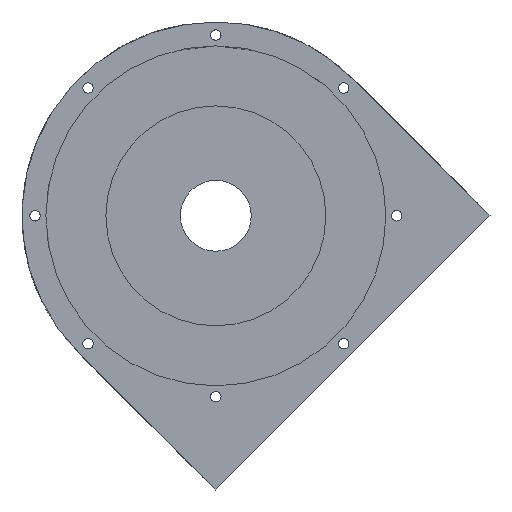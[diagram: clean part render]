
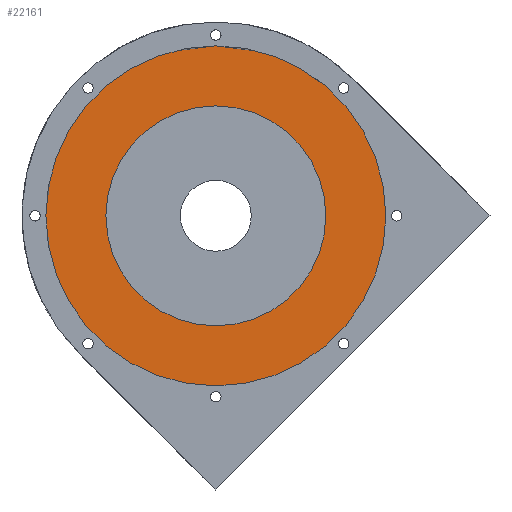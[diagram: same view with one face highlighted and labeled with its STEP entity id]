
A CAD part, left-side view. The second image highlights one B-rep face of the part: STEP entity #22161.
In plain terms, the highlighted planar face has unit normal (-1, 0, 0).
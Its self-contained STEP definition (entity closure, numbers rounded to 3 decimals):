
#1802 = EDGE_CURVE ( 'NONE', #22217, #2493, #3399, .T. ) ;
#2174 = CARTESIAN_POINT ( 'NONE',  ( -12.85, 0., -45.6 ) ) ;
#2493 = VERTEX_POINT ( 'NONE', #15629 ) ;
#3399 = CIRCLE ( 'NONE', #6478, 29.5 ) ;
#3816 = AXIS2_PLACEMENT_3D ( 'NONE', #14199, #5194, #19951 ) ;
#4511 = FACE_BOUND ( 'NONE', #10279, .T. ) ;
#4954 = CIRCLE ( 'NONE', #13745, 45.6 ) ;
#5107 = DIRECTION ( 'NONE',  ( 0., 0., 1. ) ) ;
#5194 = DIRECTION ( 'NONE',  ( -1., 0., 0. ) ) ;
#5224 = DIRECTION ( 'NONE',  ( -1., 0., 0. ) ) ;
#5387 = CARTESIAN_POINT ( 'NONE',  ( -12.85, 0., 0. ) ) ;
#5499 = DIRECTION ( 'NONE',  ( -1., 0., 0. ) ) ;
#5705 = VERTEX_POINT ( 'NONE', #2174 ) ;
#5964 = DIRECTION ( 'NONE',  ( 0., 0., 1. ) ) ;
#6478 = AXIS2_PLACEMENT_3D ( 'NONE', #13196, #18978, #9846 ) ;
#6910 = CARTESIAN_POINT ( 'NONE',  ( -12.85, 0., 0. ) ) ;
#6956 = ORIENTED_EDGE ( 'NONE', *, *, #16072, .T. ) ;
#8415 = CARTESIAN_POINT ( 'NONE',  ( -12.85, 0., 45.6 ) ) ;
#8751 = EDGE_LOOP ( 'NONE', ( #6956, #20861 ) ) ;
#9276 = VERTEX_POINT ( 'NONE', #8415 ) ;
#9846 = DIRECTION ( 'NONE',  ( 0., 0., 1. ) ) ;
#10279 = EDGE_LOOP ( 'NONE', ( #11934, #16720 ) ) ;
#10793 = DIRECTION ( 'NONE',  ( 0., 0., 1. ) ) ;
#11103 = CIRCLE ( 'NONE', #3816, 45.6 ) ;
#11681 = AXIS2_PLACEMENT_3D ( 'NONE', #11838, #13403, #5964 ) ;
#11838 = CARTESIAN_POINT ( 'NONE',  ( -12.85, 0., 0. ) ) ;
#11934 = ORIENTED_EDGE ( 'NONE', *, *, #1802, .F. ) ;
#12605 = AXIS2_PLACEMENT_3D ( 'NONE', #6910, #5224, #5107 ) ;
#13196 = CARTESIAN_POINT ( 'NONE',  ( -12.85, 0., 0. ) ) ;
#13403 = DIRECTION ( 'NONE',  ( -1., 0., 0. ) ) ;
#13745 = AXIS2_PLACEMENT_3D ( 'NONE', #5387, #5499, #10793 ) ;
#14199 = CARTESIAN_POINT ( 'NONE',  ( -12.85, 0., 0. ) ) ;
#14796 = EDGE_CURVE ( 'NONE', #9276, #5705, #4954, .T. ) ;
#15440 = FACE_OUTER_BOUND ( 'NONE', #8751, .T. ) ;
#15629 = CARTESIAN_POINT ( 'NONE',  ( -12.85, 0., -29.5 ) ) ;
#16072 = EDGE_CURVE ( 'NONE', #5705, #9276, #11103, .T. ) ;
#16720 = ORIENTED_EDGE ( 'NONE', *, *, #16743, .F. ) ;
#16743 = EDGE_CURVE ( 'NONE', #2493, #22217, #22963, .T. ) ;
#18978 = DIRECTION ( 'NONE',  ( -1., 0., 0. ) ) ;
#19951 = DIRECTION ( 'NONE',  ( 0., 0., 1. ) ) ;
#20861 = ORIENTED_EDGE ( 'NONE', *, *, #14796, .T. ) ;
#22161 = ADVANCED_FACE ( 'NONE', ( #15440, #4511 ), #22654, .T. ) ;
#22217 = VERTEX_POINT ( 'NONE', #22769 ) ;
#22654 = PLANE ( 'NONE',  #11681 ) ;
#22769 = CARTESIAN_POINT ( 'NONE',  ( -12.85, 0., 29.5 ) ) ;
#22963 = CIRCLE ( 'NONE', #12605, 29.5 ) ;
